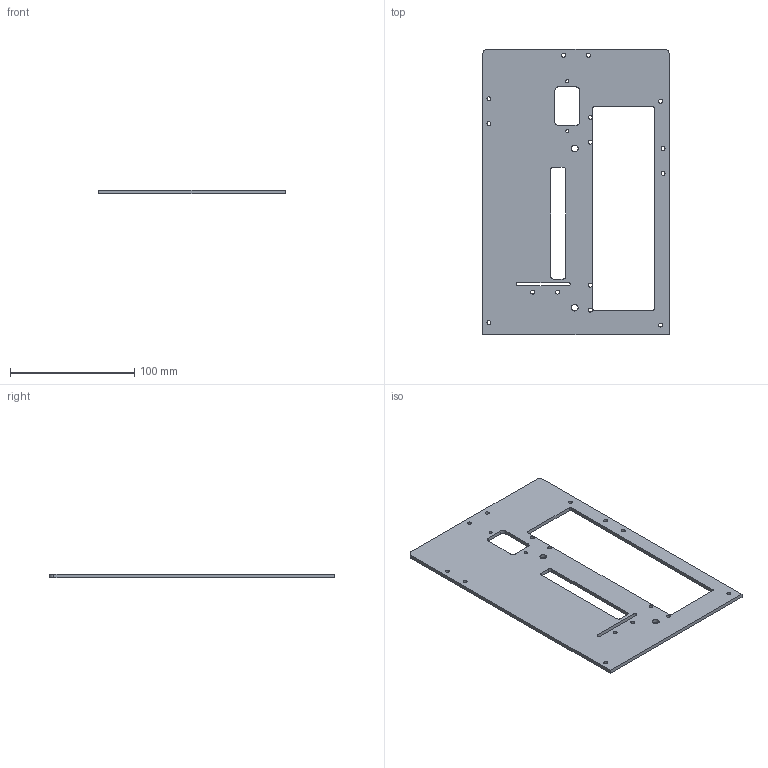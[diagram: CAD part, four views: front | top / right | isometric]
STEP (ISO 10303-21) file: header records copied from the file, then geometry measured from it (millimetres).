
FILE_DESCRIPTION (( 'STEP AP214' ), '1' );
FILE_NAME ('后面板.STEP', '2023-03-17T03:25:04', ( 'SIAT' ), ( 'HP Inc.' ), 'SwSTEP 2.0', 'SolidWorks 2018', '' );
FILE_SCHEMA (( 'AUTOMOTIVE_DESIGN' ));
Length unit declared in the file: millimetre
Products named in the file (1): 綴醱啣
Bounding box: 150 x 230 x 3 mm (x, y, z)
Volume: 73279.6 mm3; surface area: 54160.6 mm2
Topology: 1 solids, 1 shells, 75 faces, 219 edges, 146 vertices
Faces by surface type: cylinder 55, plane 20
Entity records: 2669 total; most frequent: DIRECTION 481, CARTESIAN_POINT 441, ORIENTED_EDGE 438, EDGE_CURVE 219, AXIS2_PLACEMENT_3D 186, VERTEX_POINT 146, EDGE_LOOP 121, CIRCLE 110
